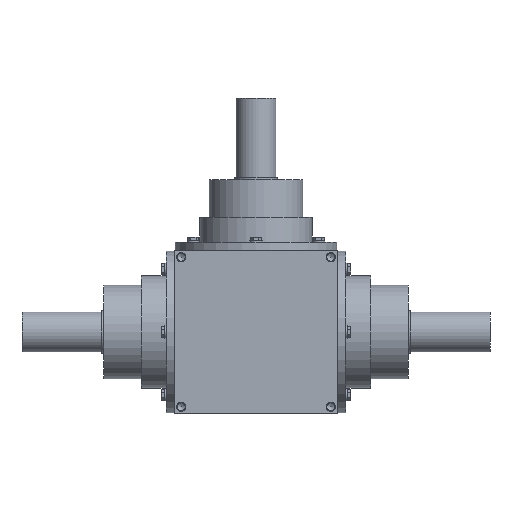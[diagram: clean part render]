
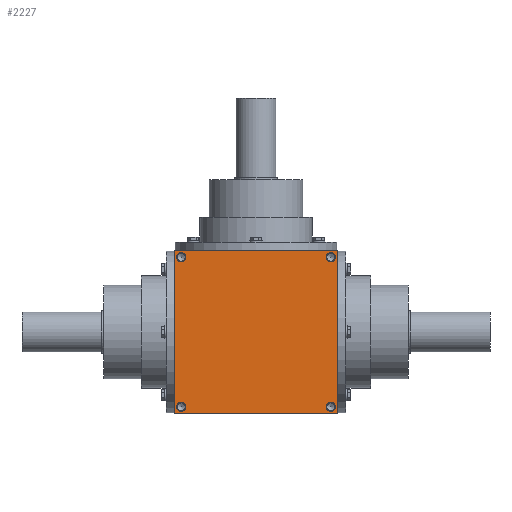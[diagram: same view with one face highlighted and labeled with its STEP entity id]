
A CAD part, front view. The second image highlights one B-rep face of the part: STEP entity #2227.
In plain terms, the highlighted planar face has unit normal (0, -1, 0).
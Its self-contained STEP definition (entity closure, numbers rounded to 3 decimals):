
#310=LINE('',#4016,#342);
#313=LINE('',#4030,#345);
#314=LINE('',#4032,#346);
#315=LINE('',#4034,#347);
#342=VECTOR('',#3233,1000.);
#345=VECTOR('',#3246,1000.);
#346=VECTOR('',#3247,1000.);
#347=VECTOR('',#3248,1000.);
#704=ORIENTED_EDGE('',*,*,#1131,.T.);
#705=ORIENTED_EDGE('',*,*,#1132,.T.);
#706=ORIENTED_EDGE('',*,*,#1133,.F.);
#707=ORIENTED_EDGE('',*,*,#1134,.F.);
#708=ORIENTED_EDGE('',*,*,#1135,.T.);
#709=ORIENTED_EDGE('',*,*,#1136,.F.);
#710=ORIENTED_EDGE('',*,*,#1137,.F.);
#711=ORIENTED_EDGE('',*,*,#1128,.T.);
#1128=EDGE_CURVE('',#1337,#1336,#310,.T.);
#1131=EDGE_CURVE('',#1339,#1339,#1480,.T.);
#1132=EDGE_CURVE('',#1340,#1340,#1481,.T.);
#1133=EDGE_CURVE('',#1341,#1341,#1482,.T.);
#1134=EDGE_CURVE('',#1342,#1342,#1483,.T.);
#1135=EDGE_CURVE('',#1336,#1343,#313,.T.);
#1136=EDGE_CURVE('',#1344,#1343,#314,.T.);
#1137=EDGE_CURVE('',#1337,#1344,#315,.T.);
#1336=VERTEX_POINT('',#4015);
#1337=VERTEX_POINT('',#4017);
#1339=VERTEX_POINT('',#4023);
#1340=VERTEX_POINT('',#4025);
#1341=VERTEX_POINT('',#4027);
#1342=VERTEX_POINT('',#4029);
#1343=VERTEX_POINT('',#4031);
#1344=VERTEX_POINT('',#4033);
#1480=CIRCLE('',#2592,10.);
#1481=CIRCLE('',#2593,10.);
#1482=CIRCLE('',#2594,10.);
#1483=CIRCLE('',#2595,10.);
#1647=EDGE_LOOP('',(#704));
#1648=EDGE_LOOP('',(#705));
#1649=EDGE_LOOP('',(#706));
#1650=EDGE_LOOP('',(#707));
#1651=EDGE_LOOP('',(#708,#709,#710,#711));
#1932=FACE_BOUND('',#1647,.T.);
#1933=FACE_BOUND('',#1648,.T.);
#1934=FACE_BOUND('',#1649,.T.);
#1935=FACE_BOUND('',#1650,.T.);
#1936=FACE_BOUND('',#1651,.T.);
#2148=PLANE('',#2591);
#2227=ADVANCED_FACE('',(#1932,#1933,#1934,#1935,#1936),#2148,.F.);
#2591=AXIS2_PLACEMENT_3D('',#4021,#3236,#3237);
#2592=AXIS2_PLACEMENT_3D('',#4022,#3238,#3239);
#2593=AXIS2_PLACEMENT_3D('',#4024,#3240,#3241);
#2594=AXIS2_PLACEMENT_3D('',#4026,#3242,#3243);
#2595=AXIS2_PLACEMENT_3D('',#4028,#3244,#3245);
#3233=DIRECTION('',(0.,0.,-1.));
#3236=DIRECTION('',(0.,1.,0.));
#3237=DIRECTION('',(0.,0.,1.));
#3238=DIRECTION('',(0.,1.,0.));
#3239=DIRECTION('',(0.,0.,1.));
#3240=DIRECTION('',(0.,1.,0.));
#3241=DIRECTION('',(0.,0.,1.));
#3242=DIRECTION('',(0.,-1.,0.));
#3243=DIRECTION('',(0.,0.,-1.));
#3244=DIRECTION('',(0.,-1.,0.));
#3245=DIRECTION('',(0.,0.,-1.));
#3246=DIRECTION('',(1.,0.,0.));
#3247=DIRECTION('',(0.,0.,-1.));
#3248=DIRECTION('',(1.,0.,0.));
#4015=CARTESIAN_POINT('',(-175.,-175.,-175.));
#4016=CARTESIAN_POINT('',(-175.,-175.,175.));
#4017=CARTESIAN_POINT('',(-175.,-175.,175.));
#4021=CARTESIAN_POINT('',(-175.,-175.,175.));
#4022=CARTESIAN_POINT('',(-160.,-175.,-160.));
#4023=CARTESIAN_POINT('',(-160.,-175.,-150.));
#4024=CARTESIAN_POINT('',(-160.,-175.,160.));
#4025=CARTESIAN_POINT('',(-160.,-175.,170.));
#4026=CARTESIAN_POINT('',(160.,-175.,-160.));
#4027=CARTESIAN_POINT('',(160.,-175.,-170.));
#4028=CARTESIAN_POINT('',(160.,-175.,160.));
#4029=CARTESIAN_POINT('',(160.,-175.,150.));
#4030=CARTESIAN_POINT('',(-175.,-175.,-175.));
#4031=CARTESIAN_POINT('',(175.,-175.,-175.));
#4032=CARTESIAN_POINT('',(175.,-175.,175.));
#4033=CARTESIAN_POINT('',(175.,-175.,175.));
#4034=CARTESIAN_POINT('',(-175.,-175.,175.));
